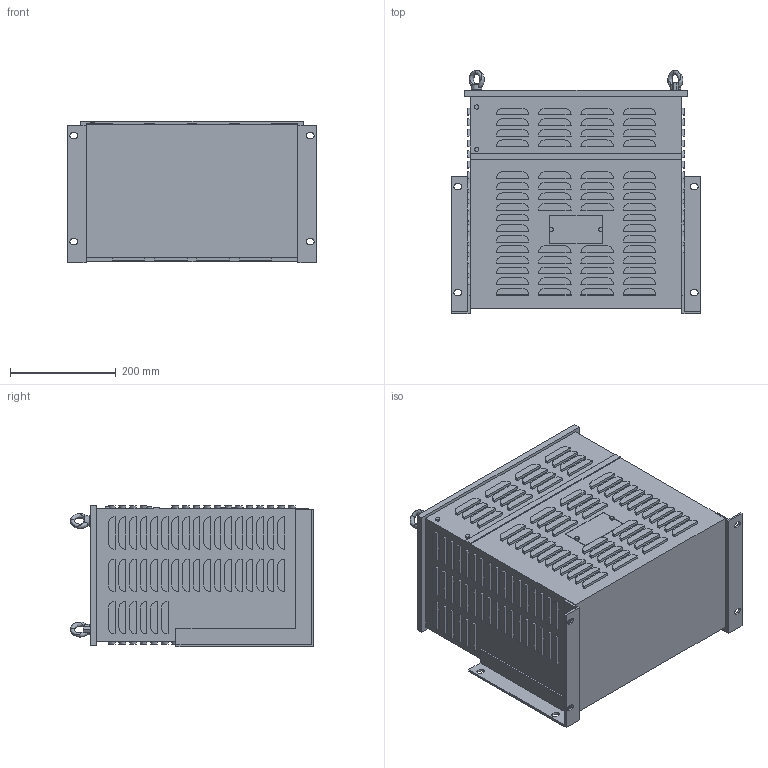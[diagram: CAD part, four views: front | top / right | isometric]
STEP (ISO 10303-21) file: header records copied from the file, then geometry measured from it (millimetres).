
FILE_DESCRIPTION (( 'STEP AP214' ), '1' );
FILE_NAME ('724861.STEP', '2023-06-19T07:40:43', ( '' ), ( '' ), 'SwSTEP 2.0', 'SolidWorks 2018', '' );
FILE_SCHEMA (( 'AUTOMOTIVE_DESIGN' ));
Length unit declared in the file: millimetre
Products named in the file (1): 724861
Bounding box: 470 x 459.5 x 267.5 mm (x, y, z)
Volume: 42584485.7 mm3; surface area: 1002569.2 mm2
Topology: 3 solids, 3 shells, 1184 faces, 2870 edges, 1904 vertices
Faces by surface type: plane 700, cylinder 460, cone 16, bspline 8
Entity records: 36366 total; most frequent: CARTESIAN_POINT 7571, DIRECTION 6132, ORIENTED_EDGE 5740, EDGE_CURVE 2870, AXIS2_PLACEMENT_3D 2117, VERTEX_POINT 1904, LINE 1898, VECTOR 1898
